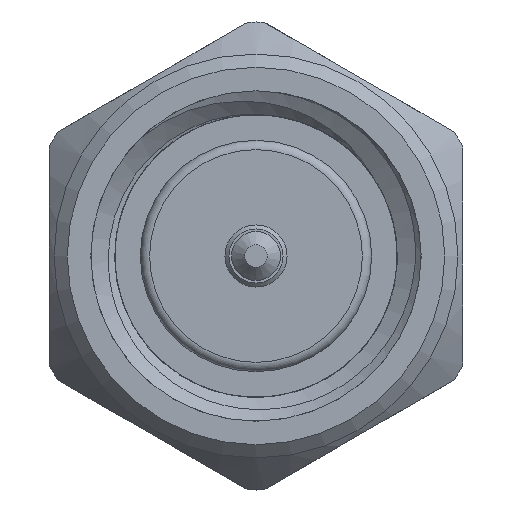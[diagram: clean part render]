
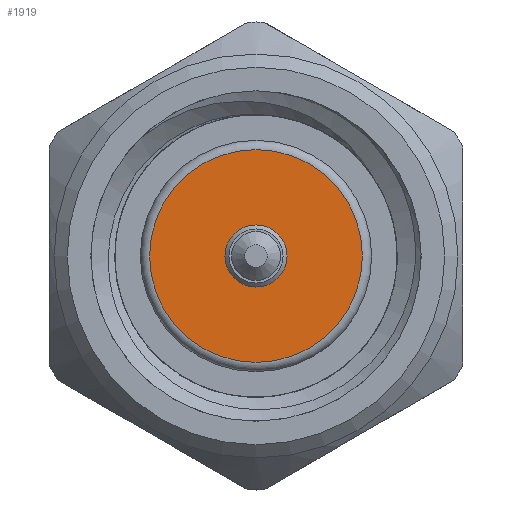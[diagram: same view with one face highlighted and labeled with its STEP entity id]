
A CAD part, left-side view. The second image highlights one B-rep face of the part: STEP entity #1919.
In plain terms, the highlighted planar face has unit normal (-1, 0, 0).
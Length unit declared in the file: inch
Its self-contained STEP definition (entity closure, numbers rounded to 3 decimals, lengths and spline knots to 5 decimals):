
#326 = EDGE_LOOP ( 'NONE', ( #1423 ) ) ;
#422 = CARTESIAN_POINT ( 'NONE',  ( 0.1, 0., -0.0805 ) ) ;
#587 = DIRECTION ( 'NONE',  ( -1., 0., 0. ) ) ;
#1063 = AXIS2_PLACEMENT_3D ( 'NONE', #5312, #587, #4362 ) ;
#1251 = AXIS2_PLACEMENT_3D ( 'NONE', #1704, #2173, #4752 ) ;
#1350 = FACE_BOUND ( 'NONE', #2483, .T. ) ;
#1423 = ORIENTED_EDGE ( 'NONE', *, *, #1441, .T. ) ;
#1441 = EDGE_CURVE ( 'NONE', #5452, #5452, #4595, .T. ) ;
#1704 = CARTESIAN_POINT ( 'NONE',  ( 0.1, 0., 0. ) ) ;
#1919 = ADVANCED_FACE ( 'NONE', ( #1350, #2234 ), #4253, .F. ) ;
#2173 = DIRECTION ( 'NONE',  ( 1., 0., 0. ) ) ;
#2234 = FACE_OUTER_BOUND ( 'NONE', #326, .T. ) ;
#2483 = EDGE_LOOP ( 'NONE', ( #3872 ) ) ;
#2611 = CIRCLE ( 'NONE', #3852, 0.0235 ) ;
#2624 = CARTESIAN_POINT ( 'NONE',  ( 0.1, 0., 0.0235 ) ) ;
#2756 = DIRECTION ( 'NONE',  ( -1., 0., 0. ) ) ;
#3165 = CARTESIAN_POINT ( 'NONE',  ( 0.1, 0., 0. ) ) ;
#3852 = AXIS2_PLACEMENT_3D ( 'NONE', #3165, #2756, #4838 ) ;
#3872 = ORIENTED_EDGE ( 'NONE', *, *, #5222, .F. ) ;
#4236 = VERTEX_POINT ( 'NONE', #2624 ) ;
#4253 = PLANE ( 'NONE',  #1251 ) ;
#4362 = DIRECTION ( 'NONE',  ( 0., 0., -1. ) ) ;
#4595 = CIRCLE ( 'NONE', #1063, 0.0805 ) ;
#4752 = DIRECTION ( 'NONE',  ( 0., 0., -1. ) ) ;
#4838 = DIRECTION ( 'NONE',  ( 0., 0., 1. ) ) ;
#5222 = EDGE_CURVE ( 'NONE', #4236, #4236, #2611, .T. ) ;
#5312 = CARTESIAN_POINT ( 'NONE',  ( 0.1, 0., 0. ) ) ;
#5452 = VERTEX_POINT ( 'NONE', #422 ) ;
